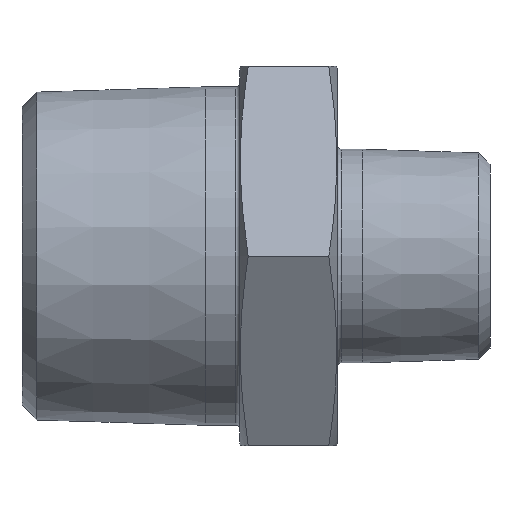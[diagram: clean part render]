
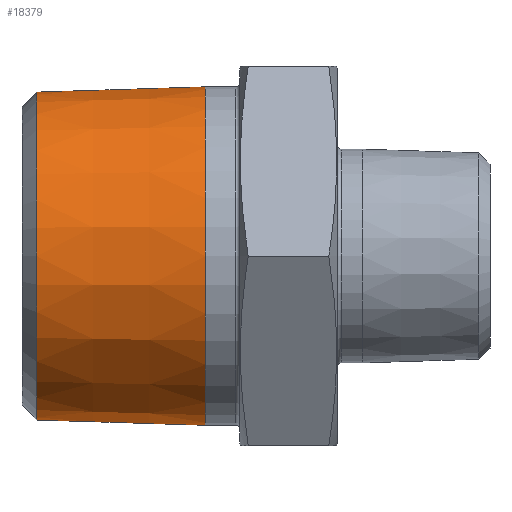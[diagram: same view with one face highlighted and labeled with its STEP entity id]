
A CAD part, front view. The second image highlights one B-rep face of the part: STEP entity #18379.
In plain terms, the highlighted conical face has half-angle 1.79 degrees and reference radius 13.22 mm.
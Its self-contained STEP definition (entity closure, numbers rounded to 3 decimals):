
#491 = CARTESIAN_POINT ( 'NONE',  ( 14.5, 0., 13.377 ) ) ;
#700 = DIRECTION ( 'NONE',  ( 1., 0., 0. ) ) ;
#881 = CIRCLE ( 'NONE', #18031, 12.96 ) ;
#1567 = FACE_BOUND ( 'NONE', #2406, .T. ) ;
#2406 = EDGE_LOOP ( 'NONE', ( #16109 ) ) ;
#4251 = VERTEX_POINT ( 'NONE', #491 ) ;
#4605 = DIRECTION ( 'NONE',  ( 0., 0., -1. ) ) ;
#4803 = CONICAL_SURFACE ( 'NONE', #18094, 13.22, 0.031 ) ;
#4871 = CARTESIAN_POINT ( 'NONE',  ( 14.5, 0., 0. ) ) ;
#6142 = CARTESIAN_POINT ( 'NONE',  ( 9.5, 0., 0. ) ) ;
#6242 = DIRECTION ( 'NONE',  ( 1., 0., 0. ) ) ;
#6278 = CARTESIAN_POINT ( 'NONE',  ( 1.161, 0., 12.96 ) ) ;
#7618 = ORIENTED_EDGE ( 'NONE', *, *, #8656, .T. ) ;
#8656 = EDGE_CURVE ( 'NONE', #4251, #4251, #18098, .T. ) ;
#9379 = AXIS2_PLACEMENT_3D ( 'NONE', #4871, #9461, #17249 ) ;
#9461 = DIRECTION ( 'NONE',  ( -1., 0., 0. ) ) ;
#9887 = EDGE_CURVE ( 'NONE', #18746, #18746, #881, .T. ) ;
#10036 = CARTESIAN_POINT ( 'NONE',  ( 1.161, 0., 0. ) ) ;
#14674 = DIRECTION ( 'NONE',  ( 0., 0., 1. ) ) ;
#16109 = ORIENTED_EDGE ( 'NONE', *, *, #9887, .T. ) ;
#16364 = EDGE_LOOP ( 'NONE', ( #7618 ) ) ;
#16773 = FACE_OUTER_BOUND ( 'NONE', #16364, .T. ) ;
#17249 = DIRECTION ( 'NONE',  ( 0., 0., 1. ) ) ;
#18031 = AXIS2_PLACEMENT_3D ( 'NONE', #10036, #700, #14674 ) ;
#18094 = AXIS2_PLACEMENT_3D ( 'NONE', #6142, #6242, #4605 ) ;
#18098 = CIRCLE ( 'NONE', #9379, 13.377 ) ;
#18379 = ADVANCED_FACE ( 'NONE', ( #1567, #16773 ), #4803, .T. ) ;
#18746 = VERTEX_POINT ( 'NONE', #6278 ) ;
